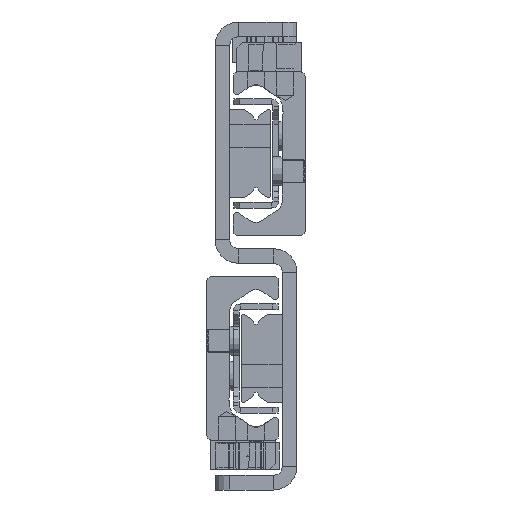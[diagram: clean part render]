
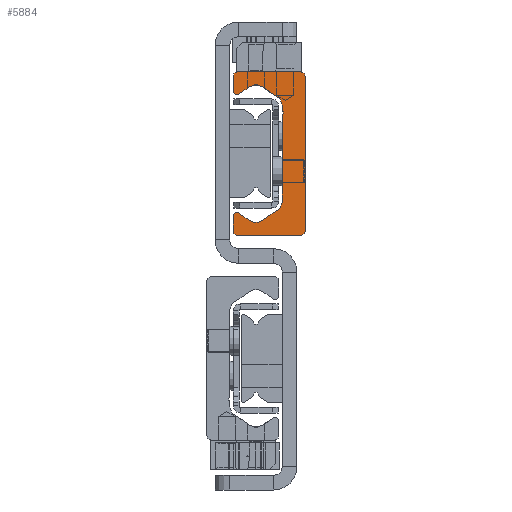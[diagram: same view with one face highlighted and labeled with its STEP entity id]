
A CAD part, left-side view. The second image highlights one B-rep face of the part: STEP entity #5884.
In plain terms, the highlighted planar face has unit normal (-1, 0, 0).
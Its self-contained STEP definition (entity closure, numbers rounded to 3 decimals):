
#4933=CARTESIAN_POINT('',(0.0,1.56,-9.512));
#4934=VERTEX_POINT('',#4933);
#4941=CARTESIAN_POINT('',(0.0,-1.123,-11.391));
#4942=VERTEX_POINT('',#4941);
#4943=CARTESIAN_POINT('',(0.0,1.56,-9.512));
#4944=DIRECTION('',(0.0,-0.819,-0.574));
#4945=VECTOR('',#4944,3.276);
#4946=LINE('',#4943,#4945);
#4947=EDGE_CURVE('',#4934,#4942,#4946,.T.);
#4997=CARTESIAN_POINT('',(0.0,-3.417,-11.391));
#4998=VERTEX_POINT('',#4997);
#4999=CARTESIAN_POINT('',(0.0,-2.27,-9.753));
#5000=DIRECTION('',(-1.0,0.0,0.0));
#5001=DIRECTION('',(0.0,0.574,0.819));
#5002=AXIS2_PLACEMENT_3D('',#4999,#5000,#5001);
#5003=CIRCLE('',#5002,2.);
#5004=EDGE_CURVE('',#4942,#4998,#5003,.T.);
#5087=CARTESIAN_POINT('',(0.0,5.4,-14.0));
#5088=VERTEX_POINT('',#5087);
#5095=CARTESIAN_POINT('',(0.0,6.15,-13.25));
#5096=VERTEX_POINT('',#5095);
#5097=CARTESIAN_POINT('',(0.0,5.4,-13.25));
#5098=DIRECTION('',(1.0,0.0,0.0));
#5099=DIRECTION('',(0.0,0.0,-1.0));
#5100=AXIS2_PLACEMENT_3D('',#5097,#5098,#5099);
#5101=CIRCLE('',#5100,0.75);
#5102=EDGE_CURVE('',#5088,#5096,#5101,.T.);
#5126=CARTESIAN_POINT('',(0.0,-5.4,-14.));
#5127=VERTEX_POINT('',#5126);
#5134=CARTESIAN_POINT('',(0.0,-5.4,-14.));
#5135=DIRECTION('',(0.0,1.0,0.0));
#5136=VECTOR('',#5135,10.8);
#5137=LINE('',#5134,#5136);
#5138=EDGE_CURVE('',#5127,#5088,#5137,.T.);
#5170=CARTESIAN_POINT('',(0.0,-6.15,-13.25));
#5171=VERTEX_POINT('',#5170);
#5178=CARTESIAN_POINT('',(0.0,-5.4,-13.25));
#5179=DIRECTION('',(1.0,0.0,0.0));
#5180=DIRECTION('',(0.0,-1.0,0.0));
#5181=AXIS2_PLACEMENT_3D('',#5178,#5179,#5180);
#5182=CIRCLE('',#5181,0.75);
#5183=EDGE_CURVE('',#5171,#5127,#5182,.T.);
#5202=CARTESIAN_POINT('',(0.0,-6.15,-10.63));
#5203=VERTEX_POINT('',#5202);
#5210=CARTESIAN_POINT('',(0.0,-6.15,-10.63));
#5211=DIRECTION('',(0.0,0.0,-1.0));
#5212=VECTOR('',#5211,2.62);
#5213=LINE('',#5210,#5212);
#5214=EDGE_CURVE('',#5203,#5171,#5213,.T.);
#5234=CARTESIAN_POINT('',(0.0,-5.206,-10.139));
#5235=VERTEX_POINT('',#5234);
#5242=CARTESIAN_POINT('',(0.0,-5.55,-10.63));
#5243=DIRECTION('',(1.0,0.0,0.0));
#5244=DIRECTION('',(0.0,0.574,0.819));
#5245=AXIS2_PLACEMENT_3D('',#5242,#5243,#5244);
#5246=CIRCLE('',#5245,0.6);
#5247=EDGE_CURVE('',#5235,#5203,#5246,.T.);
#5267=CARTESIAN_POINT('',(0.0,-3.417,-11.391));
#5268=DIRECTION('',(0.0,-0.819,0.574));
#5269=VECTOR('',#5268,2.184);
#5270=LINE('',#5267,#5269);
#5271=EDGE_CURVE('',#4998,#5235,#5270,.T.);
#5310=CARTESIAN_POINT('',(0.0,2.2,-8.283));
#5311=VERTEX_POINT('',#5310);
#5318=CARTESIAN_POINT('',(0.0,0.7,-8.283));
#5319=DIRECTION('',(-1.0,0.0,0.0));
#5320=DIRECTION('',(0.0,-0.574,0.819));
#5321=AXIS2_PLACEMENT_3D('',#5318,#5319,#5320);
#5322=CIRCLE('',#5321,1.5);
#5323=EDGE_CURVE('',#5311,#4934,#5322,.T.);
#5342=CARTESIAN_POINT('',(0.0,2.2,-7.25));
#5343=VERTEX_POINT('',#5342);
#5350=CARTESIAN_POINT('',(0.0,2.2,-7.25));
#5351=DIRECTION('',(0.0,0.0,-1.0));
#5352=VECTOR('',#5351,1.033);
#5353=LINE('',#5350,#5352);
#5354=EDGE_CURVE('',#5343,#5311,#5353,.T.);
#5374=CARTESIAN_POINT('',(0.0,2.2,-6.75));
#5375=VERTEX_POINT('',#5374);
#5382=CARTESIAN_POINT('',(0.0,2.2,-7.));
#5383=DIRECTION('',(-1.0,0.0,0.0));
#5384=DIRECTION('',(0.0,0.0,1.0));
#5385=AXIS2_PLACEMENT_3D('',#5382,#5383,#5384);
#5386=CIRCLE('',#5385,0.25);
#5387=EDGE_CURVE('',#5375,#5343,#5386,.T.);
#5406=CARTESIAN_POINT('',(0.0,2.2,8.283));
#5407=VERTEX_POINT('',#5406);
#5414=CARTESIAN_POINT('',(0.0,2.2,8.283));
#5415=DIRECTION('',(0.0,0.0,-1.0));
#5416=VECTOR('',#5415,15.033);
#5417=LINE('',#5414,#5416);
#5418=EDGE_CURVE('',#5407,#5375,#5417,.T.);
#5498=CARTESIAN_POINT('',(0.0,1.56,9.512));
#5499=VERTEX_POINT('',#5498);
#5506=CARTESIAN_POINT('',(0.0,0.7,8.283));
#5507=DIRECTION('',(-1.0,0.0,0.0));
#5508=DIRECTION('',(0.0,-1.0,0.0));
#5509=AXIS2_PLACEMENT_3D('',#5506,#5507,#5508);
#5510=CIRCLE('',#5509,1.5);
#5511=EDGE_CURVE('',#5499,#5407,#5510,.T.);
#5530=CARTESIAN_POINT('',(0.0,-1.123,11.391));
#5531=VERTEX_POINT('',#5530);
#5538=CARTESIAN_POINT('',(0.0,-1.123,11.391));
#5539=DIRECTION('',(0.0,0.819,-0.574));
#5540=VECTOR('',#5539,3.276);
#5541=LINE('',#5538,#5540);
#5542=EDGE_CURVE('',#5531,#5499,#5541,.T.);
#5562=CARTESIAN_POINT('',(0.0,-3.417,11.391));
#5563=VERTEX_POINT('',#5562);
#5570=CARTESIAN_POINT('',(0.0,-2.27,9.753));
#5571=DIRECTION('',(-1.0,0.0,0.0));
#5572=DIRECTION('',(0.0,-0.574,-0.819));
#5573=AXIS2_PLACEMENT_3D('',#5570,#5571,#5572);
#5574=CIRCLE('',#5573,2.);
#5575=EDGE_CURVE('',#5563,#5531,#5574,.T.);
#5594=CARTESIAN_POINT('',(0.0,-5.206,10.139));
#5595=VERTEX_POINT('',#5594);
#5602=CARTESIAN_POINT('',(0.0,-5.206,10.139));
#5603=DIRECTION('',(0.0,0.819,0.574));
#5604=VECTOR('',#5603,2.184);
#5605=LINE('',#5602,#5604);
#5606=EDGE_CURVE('',#5595,#5563,#5605,.T.);
#5626=CARTESIAN_POINT('',(0.0,-6.15,10.63));
#5627=VERTEX_POINT('',#5626);
#5634=CARTESIAN_POINT('',(0.0,-5.55,10.63));
#5635=DIRECTION('',(1.0,0.0,0.0));
#5636=DIRECTION('',(0.0,-1.0,0.0));
#5637=AXIS2_PLACEMENT_3D('',#5634,#5635,#5636);
#5638=CIRCLE('',#5637,0.6);
#5639=EDGE_CURVE('',#5627,#5595,#5638,.T.);
#5658=CARTESIAN_POINT('',(0.0,-6.15,13.25));
#5659=VERTEX_POINT('',#5658);
#5666=CARTESIAN_POINT('',(0.0,-6.15,13.25));
#5667=DIRECTION('',(0.0,0.0,-1.0));
#5668=VECTOR('',#5667,2.62);
#5669=LINE('',#5666,#5668);
#5670=EDGE_CURVE('',#5659,#5627,#5669,.T.);
#5690=CARTESIAN_POINT('',(0.0,-5.4,14.));
#5691=VERTEX_POINT('',#5690);
#5698=CARTESIAN_POINT('',(0.0,-5.4,13.25));
#5699=DIRECTION('',(1.0,0.0,0.0));
#5700=DIRECTION('',(0.0,0.0,1.0));
#5701=AXIS2_PLACEMENT_3D('',#5698,#5699,#5700);
#5702=CIRCLE('',#5701,0.75);
#5703=EDGE_CURVE('',#5691,#5659,#5702,.T.);
#5722=CARTESIAN_POINT('',(0.0,5.4,14.0));
#5723=VERTEX_POINT('',#5722);
#5730=CARTESIAN_POINT('',(0.0,5.4,14.0));
#5731=DIRECTION('',(0.0,-1.0,0.0));
#5732=VECTOR('',#5731,10.8);
#5733=LINE('',#5730,#5732);
#5734=EDGE_CURVE('',#5723,#5691,#5733,.T.);
#5754=CARTESIAN_POINT('',(0.0,6.15,13.25));
#5755=VERTEX_POINT('',#5754);
#5762=CARTESIAN_POINT('',(0.0,5.4,13.25));
#5763=DIRECTION('',(1.0,0.0,0.0));
#5764=DIRECTION('',(0.0,1.0,0.0));
#5765=AXIS2_PLACEMENT_3D('',#5762,#5763,#5764);
#5766=CIRCLE('',#5765,0.75);
#5767=EDGE_CURVE('',#5755,#5723,#5766,.T.);
#5785=CARTESIAN_POINT('',(0.0,6.15,-13.25));
#5786=DIRECTION('',(0.0,0.0,1.0));
#5787=VECTOR('',#5786,26.5);
#5788=LINE('',#5785,#5787);
#5789=EDGE_CURVE('',#5096,#5755,#5788,.T.);
#5855=CARTESIAN_POINT('',(0.0,1.352,-0.021));
#5856=DIRECTION('',(1.0,0.0,0.0));
#5857=DIRECTION('',(0.0,0.0,-1.0));
#5858=AXIS2_PLACEMENT_3D('',#5855,#5856,#5857);
#5859=PLANE('',#5858);
#5860=ORIENTED_EDGE('',*,*,#5789,.F.);
#5861=ORIENTED_EDGE('',*,*,#5102,.F.);
#5862=ORIENTED_EDGE('',*,*,#5138,.F.);
#5863=ORIENTED_EDGE('',*,*,#5183,.F.);
#5864=ORIENTED_EDGE('',*,*,#5214,.F.);
#5865=ORIENTED_EDGE('',*,*,#5247,.F.);
#5866=ORIENTED_EDGE('',*,*,#5271,.F.);
#5867=ORIENTED_EDGE('',*,*,#5004,.F.);
#5868=ORIENTED_EDGE('',*,*,#4947,.F.);
#5869=ORIENTED_EDGE('',*,*,#5323,.F.);
#5870=ORIENTED_EDGE('',*,*,#5354,.F.);
#5871=ORIENTED_EDGE('',*,*,#5387,.F.);
#5872=ORIENTED_EDGE('',*,*,#5418,.F.);
#5873=ORIENTED_EDGE('',*,*,#5511,.F.);
#5874=ORIENTED_EDGE('',*,*,#5542,.F.);
#5875=ORIENTED_EDGE('',*,*,#5575,.F.);
#5876=ORIENTED_EDGE('',*,*,#5606,.F.);
#5877=ORIENTED_EDGE('',*,*,#5639,.F.);
#5878=ORIENTED_EDGE('',*,*,#5670,.F.);
#5879=ORIENTED_EDGE('',*,*,#5703,.F.);
#5880=ORIENTED_EDGE('',*,*,#5734,.F.);
#5881=ORIENTED_EDGE('',*,*,#5767,.F.);
#5882=EDGE_LOOP('',(#5860,#5861,#5862,#5863,#5864,#5865,#5866,#5867,#5868,#5869,#5870,#5871,#5872,#5873,#5874,#5875,#5876,#5877,#5878,#5879,#5880,#5881));
#5883=FACE_OUTER_BOUND('',#5882,.T.);
#5884=ADVANCED_FACE('',(#5883),#5859,.F.);
